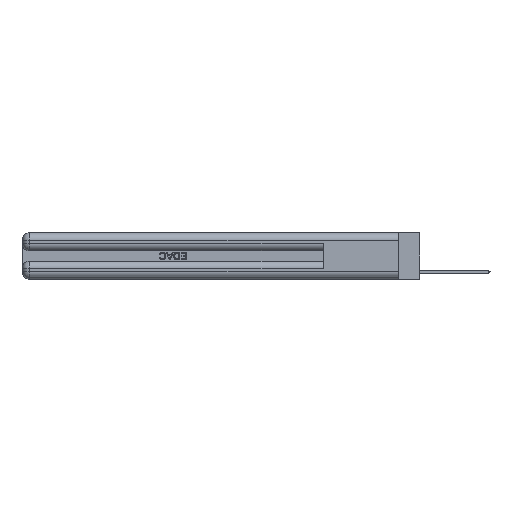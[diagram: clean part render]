
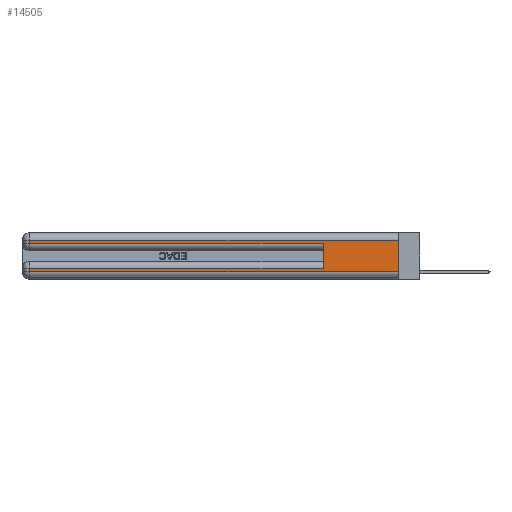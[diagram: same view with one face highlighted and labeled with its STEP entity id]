
A CAD part, left-side view. The second image highlights one B-rep face of the part: STEP entity #14505.
In plain terms, the highlighted planar face has unit normal (-1, 0, 0).
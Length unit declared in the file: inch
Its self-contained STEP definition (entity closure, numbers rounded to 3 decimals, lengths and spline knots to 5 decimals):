
#57 = VECTOR ( 'NONE', #15506, 39.37008 ) ;
#528 = VERTEX_POINT ( 'NONE', #12070 ) ;
#708 = VECTOR ( 'NONE', #31730, 39.37008 ) ;
#778 = LINE ( 'NONE', #8355, #32657 ) ;
#1629 = VECTOR ( 'NONE', #12540, 39.37008 ) ;
#1715 = EDGE_CURVE ( 'NONE', #20498, #528, #4600, .T. ) ;
#2148 = CARTESIAN_POINT ( 'NONE',  ( 0., 0., 0.06 ) ) ;
#3041 = CARTESIAN_POINT ( 'NONE',  ( 0., 0., 0.085 ) ) ;
#3291 = CARTESIAN_POINT ( 'NONE',  ( 0., 0., 0.31 ) ) ;
#3568 = ORIENTED_EDGE ( 'NONE', *, *, #4089, .T. ) ;
#4089 = EDGE_CURVE ( 'NONE', #33050, #28195, #778, .T. ) ;
#4149 = LINE ( 'NONE', #21020, #57 ) ;
#4600 = LINE ( 'NONE', #6170, #32417 ) ;
#5506 = ORIENTED_EDGE ( 'NONE', *, *, #22364, .T. ) ;
#5971 = LINE ( 'NONE', #3041, #708 ) ;
#6170 = CARTESIAN_POINT ( 'NONE',  ( 0., 0.6, 0.145 ) ) ;
#7562 = DIRECTION ( 'NONE',  ( 1., 0., 0. ) ) ;
#8355 = CARTESIAN_POINT ( 'NONE',  ( 0., 2.94, 0.37 ) ) ;
#8781 = ORIENTED_EDGE ( 'NONE', *, *, #13952, .F. ) ;
#8984 = VECTOR ( 'NONE', #19386, 39.37008 ) ;
#9521 = VECTOR ( 'NONE', #10628, 39.37008 ) ;
#10587 = EDGE_CURVE ( 'NONE', #20498, #33050, #5971, .T. ) ;
#10628 = DIRECTION ( 'NONE',  ( 0., 0., -1. ) ) ;
#12070 = CARTESIAN_POINT ( 'NONE',  ( 0., 0.6, 0.285 ) ) ;
#12540 = DIRECTION ( 'NONE',  ( 0., 1., 0. ) ) ;
#13952 = EDGE_CURVE ( 'NONE', #14160, #19857, #17689, .T. ) ;
#14160 = VERTEX_POINT ( 'NONE', #3291 ) ;
#14505 = ADVANCED_FACE ( 'NONE', ( #32469 ), #28859, .F. ) ;
#14768 = ORIENTED_EDGE ( 'NONE', *, *, #17307, .T. ) ;
#15506 = DIRECTION ( 'NONE',  ( 0., -1., 0. ) ) ;
#15664 = CARTESIAN_POINT ( 'NONE',  ( 0., 0., 0.37 ) ) ;
#15816 = LINE ( 'NONE', #2148, #23607 ) ;
#15947 = LINE ( 'NONE', #27148, #8984 ) ;
#16030 = AXIS2_PLACEMENT_3D ( 'NONE', #23281, #7562, #31488 ) ;
#17307 = EDGE_CURVE ( 'NONE', #14160, #24805, #29455, .T. ) ;
#17689 = LINE ( 'NONE', #15664, #9521 ) ;
#18439 = DIRECTION ( 'NONE',  ( 0., 0., -1. ) ) ;
#19006 = EDGE_CURVE ( 'NONE', #28195, #19857, #15816, .T. ) ;
#19386 = DIRECTION ( 'NONE',  ( 0., 0., -1. ) ) ;
#19641 = ORIENTED_EDGE ( 'NONE', *, *, #1715, .F. ) ;
#19857 = VERTEX_POINT ( 'NONE', #33334 ) ;
#20151 = CARTESIAN_POINT ( 'NONE',  ( 0., 2.94, 0.06 ) ) ;
#20262 = DIRECTION ( 'NONE',  ( 0., -1., 0. ) ) ;
#20498 = VERTEX_POINT ( 'NONE', #32571 ) ;
#21020 = CARTESIAN_POINT ( 'NONE',  ( 0., 0., 0.285 ) ) ;
#21224 = VERTEX_POINT ( 'NONE', #30270 ) ;
#21424 = EDGE_CURVE ( 'NONE', #21224, #528, #4149, .T. ) ;
#22364 = EDGE_CURVE ( 'NONE', #24805, #21224, #15947, .T. ) ;
#22728 = CARTESIAN_POINT ( 'NONE',  ( 0., 2.94, 0.085 ) ) ;
#23281 = CARTESIAN_POINT ( 'NONE',  ( 0., 0., 0.37 ) ) ;
#23607 = VECTOR ( 'NONE', #20262, 39.37008 ) ;
#24805 = VERTEX_POINT ( 'NONE', #31464 ) ;
#25078 = ORIENTED_EDGE ( 'NONE', *, *, #21424, .T. ) ;
#25585 = ORIENTED_EDGE ( 'NONE', *, *, #19006, .T. ) ;
#25799 = CARTESIAN_POINT ( 'NONE',  ( 0., 0., 0.31 ) ) ;
#27148 = CARTESIAN_POINT ( 'NONE',  ( 0., 2.94, 0.37 ) ) ;
#27614 = ORIENTED_EDGE ( 'NONE', *, *, #10587, .T. ) ;
#28195 = VERTEX_POINT ( 'NONE', #20151 ) ;
#28859 = PLANE ( 'NONE',  #16030 ) ;
#29455 = LINE ( 'NONE', #25799, #1629 ) ;
#30270 = CARTESIAN_POINT ( 'NONE',  ( 0., 2.94, 0.285 ) ) ;
#30985 = EDGE_LOOP ( 'NONE', ( #8781, #14768, #5506, #25078, #19641, #27614, #3568, #25585 ) ) ;
#31464 = CARTESIAN_POINT ( 'NONE',  ( 0., 2.94, 0.31 ) ) ;
#31488 = DIRECTION ( 'NONE',  ( 0., 0., -1. ) ) ;
#31730 = DIRECTION ( 'NONE',  ( 0., 1., 0. ) ) ;
#31795 = DIRECTION ( 'NONE',  ( 0., 0., 1. ) ) ;
#32417 = VECTOR ( 'NONE', #31795, 39.37008 ) ;
#32469 = FACE_OUTER_BOUND ( 'NONE', #30985, .T. ) ;
#32571 = CARTESIAN_POINT ( 'NONE',  ( 0., 0.6, 0.085 ) ) ;
#32657 = VECTOR ( 'NONE', #18439, 39.37008 ) ;
#33050 = VERTEX_POINT ( 'NONE', #22728 ) ;
#33334 = CARTESIAN_POINT ( 'NONE',  ( 0., 0., 0.06 ) ) ;
